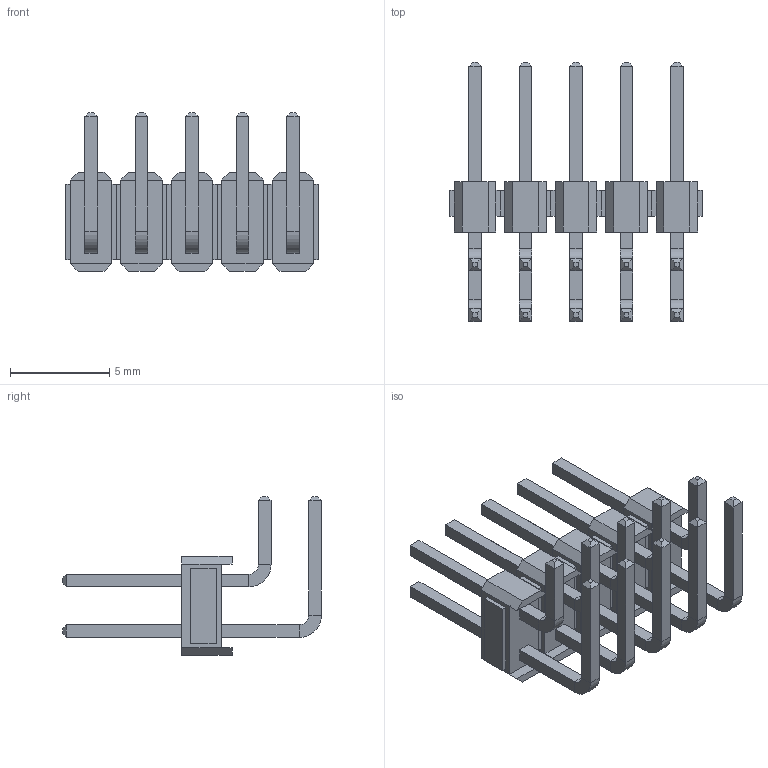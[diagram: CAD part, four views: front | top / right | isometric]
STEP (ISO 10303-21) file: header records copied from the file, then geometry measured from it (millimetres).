
FILE_DESCRIPTION (( 'STEP AP214' ), '1' );
FILE_NAME ('PLDR-10.STEP', '2019-07-02T20:38:34', ( '' ), ( '' ), 'SwSTEP 2.0', 'SolidWorks 2018', '' );
FILE_SCHEMA (( 'AUTOMOTIVE_DESIGN' ));
Length unit declared in the file: millimetre
Products named in the file (1): PLDR-10
Bounding box: 12.7 x 13.04 x 8 mm (x, y, z)
Volume: 175.4 mm3; surface area: 647.9 mm2
Topology: 5 solids, 5 shells, 380 faces, 840 edges, 500 vertices
Faces by surface type: plane 360, cylinder 20
Entity records: 14294 total; most frequent: CARTESIAN_POINT 1721, ORIENTED_EDGE 1680, DIRECTION 1642, EDGE_CURVE 840, LINE 800, VECTOR 800, VERTEX_POINT 500, AXIS2_PLACEMENT_3D 421
